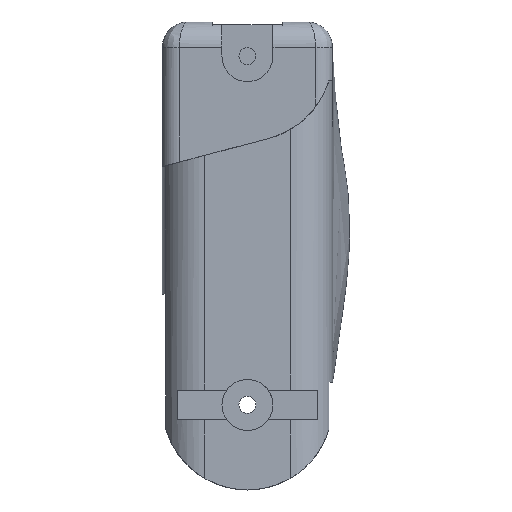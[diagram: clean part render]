
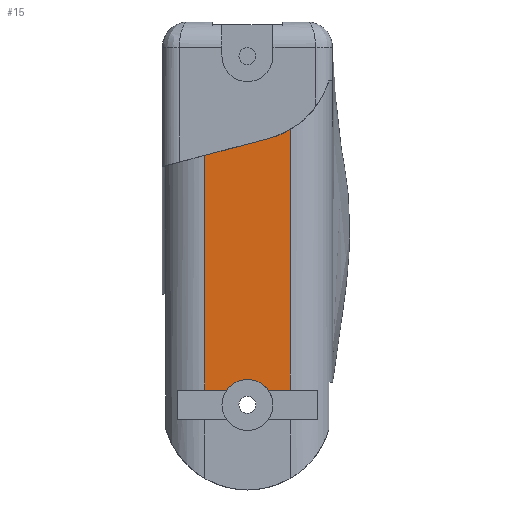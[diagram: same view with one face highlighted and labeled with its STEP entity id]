
A CAD part, left-side view. The second image highlights one B-rep face of the part: STEP entity #15.
In plain terms, the highlighted planar face has unit normal (-1, 0, 0).
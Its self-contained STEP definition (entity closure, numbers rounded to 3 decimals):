
#15 = ADVANCED_FACE ( 'NONE', ( #2116 ), #90, .T. ) ;
#90 = PLANE ( 'NONE',  #151 ) ;
#101 = CARTESIAN_POINT ( 'NONE',  ( -13., 5., -43.25 ) ) ;
#151 = AXIS2_PLACEMENT_3D ( 'NONE', #1183, #994, #739 ) ;
#278 = CARTESIAN_POINT ( 'NONE',  ( -13., -2.437, -43.25 ) ) ;
#331 = CARTESIAN_POINT ( 'NONE',  ( -13., 2.437, -43.25 ) ) ;
#346 = VECTOR ( 'NONE', #1935, 1000. ) ;
#358 = DIRECTION ( 'NONE',  ( -1., 0., 0. ) ) ;
#493 = VERTEX_POINT ( 'NONE', #2232 ) ;
#523 = EDGE_CURVE ( 'NONE', #493, #2124, #732, .T. ) ;
#636 = AXIS2_PLACEMENT_3D ( 'NONE', #1292, #358, #1263 ) ;
#715 = CARTESIAN_POINT ( 'NONE',  ( -13., 2.437, -43.25 ) ) ;
#732 = LINE ( 'NONE', #1699, #1709 ) ;
#739 = DIRECTION ( 'NONE',  ( 0., 0., 1. ) ) ;
#750 = ORIENTED_EDGE ( 'NONE', *, *, #1965, .F. ) ;
#777 = VECTOR ( 'NONE', #2652, 1000. ) ;
#854 = ORIENTED_EDGE ( 'NONE', *, *, #1656, .T. ) ;
#994 = DIRECTION ( 'NONE',  ( -1., 0., 0. ) ) ;
#1098 = EDGE_CURVE ( 'NONE', #1819, #1513, #2786, .T. ) ;
#1101 = DIRECTION ( 'NONE',  ( -1., 0., 0. ) ) ;
#1143 = ORIENTED_EDGE ( 'NONE', *, *, #2813, .F. ) ;
#1145 = LINE ( 'NONE', #715, #2705 ) ;
#1162 = CIRCLE ( 'NONE', #636, 10. ) ;
#1183 = CARTESIAN_POINT ( 'NONE',  ( -13., -10., -55. ) ) ;
#1188 = DIRECTION ( 'NONE',  ( 0., 1., 0. ) ) ;
#1193 = CARTESIAN_POINT ( 'NONE',  ( -13., -8.25, -43.25 ) ) ;
#1248 = DIRECTION ( 'NONE',  ( 0., 1., 0. ) ) ;
#1249 = AXIS2_PLACEMENT_3D ( 'NONE', #1307, #1962, #1753 ) ;
#1263 = DIRECTION ( 'NONE',  ( 0., 0., 1. ) ) ;
#1292 = CARTESIAN_POINT ( 'NONE',  ( -13., 0., -3.999 ) ) ;
#1307 = CARTESIAN_POINT ( 'NONE',  ( -13., 0., -45. ) ) ;
#1331 = CARTESIAN_POINT ( 'NONE',  ( -13., -5., -55. ) ) ;
#1388 = VERTEX_POINT ( 'NONE', #2077 ) ;
#1513 = VERTEX_POINT ( 'NONE', #331 ) ;
#1539 = DIRECTION ( 'NONE',  ( 0., -0.967, 0.257 ) ) ;
#1647 = ORIENTED_EDGE ( 'NONE', *, *, #1832, .F. ) ;
#1656 = EDGE_CURVE ( 'NONE', #493, #1894, #2222, .T. ) ;
#1666 = CIRCLE ( 'NONE', #1249, 3. ) ;
#1699 = CARTESIAN_POINT ( 'NONE',  ( -13., 10., -17. ) ) ;
#1709 = VECTOR ( 'NONE', #1539, 1000. ) ;
#1712 = VECTOR ( 'NONE', #1248, 1000. ) ;
#1732 = CARTESIAN_POINT ( 'NONE',  ( -13., 5., -55. ) ) ;
#1753 = DIRECTION ( 'NONE',  ( 0., 0., 1. ) ) ;
#1782 = VERTEX_POINT ( 'NONE', #278 ) ;
#1815 = EDGE_LOOP ( 'NONE', ( #2155, #2834, #1143, #1647, #2808, #750, #2003, #854 ) ) ;
#1819 = VERTEX_POINT ( 'NONE', #2313 ) ;
#1832 = EDGE_CURVE ( 'NONE', #2330, #1782, #1876, .T. ) ;
#1876 = LINE ( 'NONE', #1193, #1712 ) ;
#1894 = VERTEX_POINT ( 'NONE', #101 ) ;
#1935 = DIRECTION ( 'NONE',  ( 0., 0., -1. ) ) ;
#1962 = DIRECTION ( 'NONE',  ( -1., 0., 0. ) ) ;
#1965 = EDGE_CURVE ( 'NONE', #2124, #1388, #1162, .T. ) ;
#1992 = DIRECTION ( 'NONE',  ( 0., 0., 1. ) ) ;
#2003 = ORIENTED_EDGE ( 'NONE', *, *, #523, .F. ) ;
#2057 = CARTESIAN_POINT ( 'NONE',  ( -13., 0., -45. ) ) ;
#2077 = CARTESIAN_POINT ( 'NONE',  ( -13., -5., -12.659 ) ) ;
#2116 = FACE_OUTER_BOUND ( 'NONE', #1815, .T. ) ;
#2123 = CARTESIAN_POINT ( 'NONE',  ( -13., -5., -43.25 ) ) ;
#2124 = VERTEX_POINT ( 'NONE', #2241 ) ;
#2155 = ORIENTED_EDGE ( 'NONE', *, *, #2851, .F. ) ;
#2222 = LINE ( 'NONE', #1732, #346 ) ;
#2232 = CARTESIAN_POINT ( 'NONE',  ( -13., 5., -15.673 ) ) ;
#2241 = CARTESIAN_POINT ( 'NONE',  ( -13., -2.565, -13.665 ) ) ;
#2313 = CARTESIAN_POINT ( 'NONE',  ( -13., 0., -42. ) ) ;
#2330 = VERTEX_POINT ( 'NONE', #2123 ) ;
#2462 = AXIS2_PLACEMENT_3D ( 'NONE', #2057, #1101, #1992 ) ;
#2652 = DIRECTION ( 'NONE',  ( 0., 0., 1. ) ) ;
#2705 = VECTOR ( 'NONE', #1188, 1000. ) ;
#2786 = CIRCLE ( 'NONE', #2462, 3. ) ;
#2808 = ORIENTED_EDGE ( 'NONE', *, *, #2830, .T. ) ;
#2813 = EDGE_CURVE ( 'NONE', #1782, #1819, #1666, .T. ) ;
#2830 = EDGE_CURVE ( 'NONE', #2330, #1388, #2854, .T. ) ;
#2834 = ORIENTED_EDGE ( 'NONE', *, *, #1098, .F. ) ;
#2851 = EDGE_CURVE ( 'NONE', #1513, #1894, #1145, .T. ) ;
#2854 = LINE ( 'NONE', #1331, #777 ) ;
